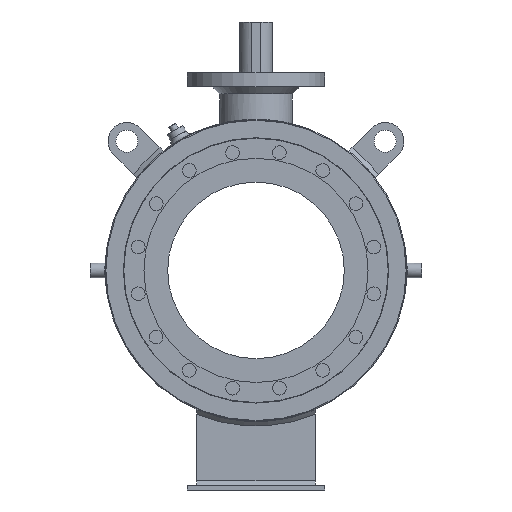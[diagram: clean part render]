
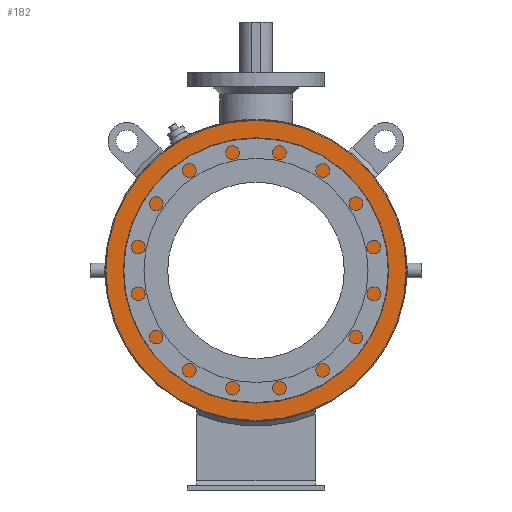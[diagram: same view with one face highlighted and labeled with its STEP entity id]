
A CAD part, left-side view. The second image highlights one B-rep face of the part: STEP entity #182.
In plain terms, the highlighted planar face has unit normal (-1, 0, 0).
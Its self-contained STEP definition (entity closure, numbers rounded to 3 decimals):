
#182 = ADVANCED_FACE( '', ( #515, #516 ), #517, .F. );
#515 = FACE_BOUND( '', #1192, .T. );
#516 = FACE_OUTER_BOUND( '', #1193, .T. );
#517 = PLANE( '', #1194 );
#1192 = EDGE_LOOP( '', ( #2961 ) );
#1193 = EDGE_LOOP( '', ( #2962 ) );
#1194 = AXIS2_PLACEMENT_3D( '', #2963, #2964, #2965 );
#2961 = ORIENTED_EDGE( '', *, *, #4198, .T. );
#2962 = ORIENTED_EDGE( '', *, *, #4199, .T. );
#2963 = CARTESIAN_POINT( '', ( -282.5, 0., 330.2 ) );
#2964 = DIRECTION( '', ( 1., 0., 0. ) );
#2965 = DIRECTION( '', ( 0., 0., -1. ) );
#4198 = EDGE_CURVE( '', #4660, #4660, #4661, .T. );
#4199 = EDGE_CURVE( '', #4662, #4662, #4663, .F. );
#4660 = VERTEX_POINT( '', #5372 );
#4661 = CIRCLE( '', #5373, 222. );
#4662 = VERTEX_POINT( '', #5374 );
#4663 = CIRCLE( '', #5375, 328.2 );
#5372 = CARTESIAN_POINT( '', ( -282.5, 0., -222. ) );
#5373 = AXIS2_PLACEMENT_3D( '', #7440, #7441, #7442 );
#5374 = CARTESIAN_POINT( '', ( -282.5, 0., -328.2 ) );
#5375 = AXIS2_PLACEMENT_3D( '', #7443, #7444, #7445 );
#7440 = CARTESIAN_POINT( '', ( -282.5, 0., 0. ) );
#7441 = DIRECTION( '', ( 1., 0., 0. ) );
#7442 = DIRECTION( '', ( 0., 0., -1. ) );
#7443 = CARTESIAN_POINT( '', ( -282.5, 0., 0. ) );
#7444 = DIRECTION( '', ( 1., 0., 0. ) );
#7445 = DIRECTION( '', ( 0., 0., -1. ) );
